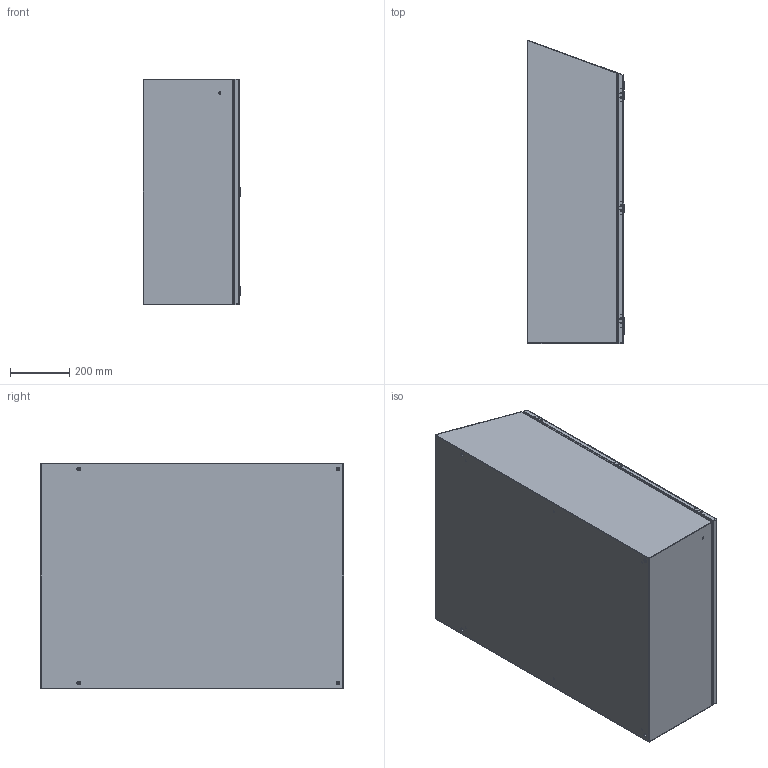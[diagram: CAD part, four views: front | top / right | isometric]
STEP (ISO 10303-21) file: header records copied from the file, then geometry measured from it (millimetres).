
FILE_DESCRIPTION (( 'STEP AP214' ), '1' );
FILE_NAME ('ST363012SS.STEP', '2019-07-11T13:34:17', ( '' ), ( '' ), 'SwSTEP 2.0', 'SolidWorks 2018', '' );
FILE_SCHEMA (( 'AUTOMOTIVE_DESIGN' ));
Length unit declared in the file: inch
Products named in the file (1): ST363012SS
Bounding box: 330.12 x 1024.32 x 762 mm (x, y, z)
Volume: 5269905 mm3; surface area: 5804942.5 mm2
Topology: 50 solids, 51 shells, 1236 faces, 2924 edges, 1856 vertices
Faces by surface type: plane 681, cylinder 377, bspline 114, cone 36, torus 28
Entity records: 54753 total; most frequent: CARTESIAN_POINT 9559, DIRECTION 5934, ORIENTED_EDGE 5832, EDGE_CURVE 2916, AXIS2_PLACEMENT_3D 2073, VERTEX_POINT 1856, VECTOR 1788, LINE 1788
